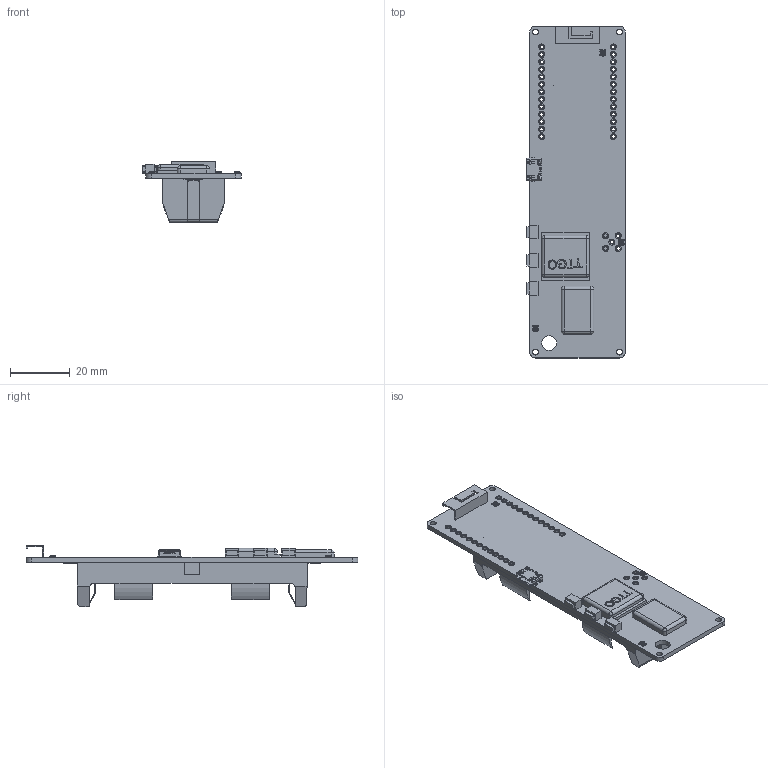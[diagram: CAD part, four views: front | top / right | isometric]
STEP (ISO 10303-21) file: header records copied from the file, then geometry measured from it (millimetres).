
FILE_DESCRIPTION(/* description */ (''),/* implementation_level */ '2;1');
FILE_NAME(/* name */ 'T Beam M8N CAD Mock Up v2.step',/* time_stamp */ '2022-03-05T20:13:07-05:00',/* author */ (''),/* organization */ (''),/* preprocessor_version */ 'ST-DEVELOPER v18.1',/* originating_system */ 'Autodesk Translation Framework v10.13.0.1454',/* authorisation */ '');
FILE_SCHEMA (('AUTOMOTIVE_DESIGN { 1 0 10303 214 3 1 1 }'));
Products named in the file (4): T Beam M8N CAD Mock Up; micro USB; ufl; 18650 holder
Assembly tree (5 placements, depth 2):
  T Beam M8N CAD Mock Up
    micro USB
    ufl  x3
    18650 holder
Bounding box: 33 x 111 x 20.43 mm (x, y, z)
Volume: 12447.9 mm3; surface area: 16037.3 mm2
Topology: 15 solids, 30 shells, 2019 faces, 5792 edges, 3912 vertices
Faces by surface type: plane 1284, cylinder 448, bspline 223, cone 32, torus 19, sphere 13
Full cylindrical faces by diameter (mm): 0.375 x3, 0.45 x2, 1.2 x31, 1.315 x3, 1.4 x3, 1.5 x6, 1.575 x1, 2 x35, 5 x1
Entity records: 65646 total; most frequent: CARTESIAN_POINT 21183, ORIENTED_EDGE 9510, DIRECTION 8240, EDGE_CURVE 4795, LINE 3508, VECTOR 3508, VERTEX_POINT 3176, AXIS2_PLACEMENT_3D 2366
